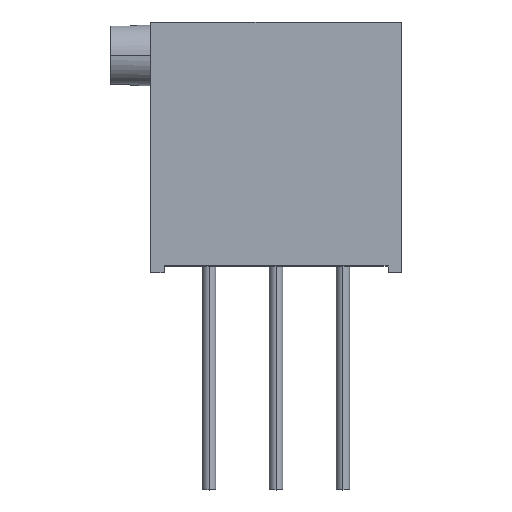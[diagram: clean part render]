
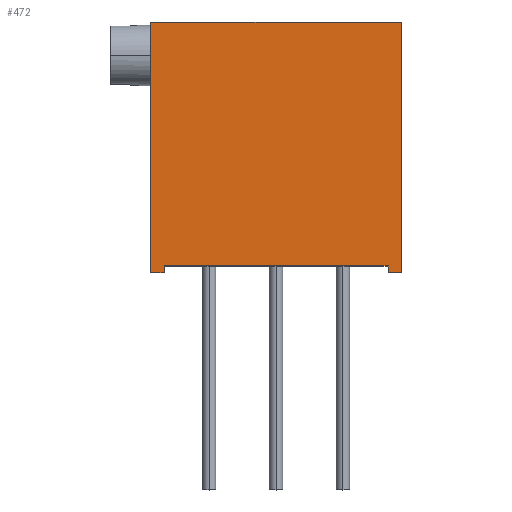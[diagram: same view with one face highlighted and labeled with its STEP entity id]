
A CAD part, top view. The second image highlights one B-rep face of the part: STEP entity #472.
In plain terms, the highlighted planar face has unit normal (0, 0, 1).
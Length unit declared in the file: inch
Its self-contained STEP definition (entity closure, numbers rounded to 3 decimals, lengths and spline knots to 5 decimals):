
#83=DIRECTION('',(0.,1.,0.));
#84=VECTOR('',#83,0.01);
#85=CARTESIAN_POINT('',(0.355,-0.375,0.15));
#86=LINE('',#85,#84);
#87=DIRECTION('',(-1.,0.,0.));
#88=VECTOR('',#87,0.335);
#89=CARTESIAN_POINT('',(0.355,-0.365,0.15));
#90=LINE('',#89,#88);
#91=DIRECTION('',(0.,1.,0.));
#92=VECTOR('',#91,0.01);
#93=CARTESIAN_POINT('',(0.02,-0.375,0.15));
#94=LINE('',#93,#92);
#95=DIRECTION('',(1.,0.,0.));
#96=VECTOR('',#95,0.02);
#97=CARTESIAN_POINT('',(0.,-0.375,0.15));
#98=LINE('',#97,#96);
#99=DIRECTION('',(0.,-1.,0.));
#100=VECTOR('',#99,0.375);
#101=CARTESIAN_POINT('',(0.,0.,0.15));
#102=LINE('',#101,#100);
#103=DIRECTION('',(-1.,0.,0.));
#104=VECTOR('',#103,0.375);
#105=CARTESIAN_POINT('',(0.375,0.,0.15));
#106=LINE('',#105,#104);
#107=DIRECTION('',(0.,1.,0.));
#108=VECTOR('',#107,0.375);
#109=CARTESIAN_POINT('',(0.375,-0.375,0.15));
#110=LINE('',#109,#108);
#111=DIRECTION('',(1.,0.,0.));
#112=VECTOR('',#111,0.02);
#113=CARTESIAN_POINT('',(0.355,-0.375,0.15));
#114=LINE('',#113,#112);
#269=CARTESIAN_POINT('',(0.,0.,0.15));
#270=CARTESIAN_POINT('',(0.,-0.375,0.15));
#271=VERTEX_POINT('',#269);
#272=VERTEX_POINT('',#270);
#273=CARTESIAN_POINT('',(0.375,-0.375,0.15));
#274=CARTESIAN_POINT('',(0.375,0.,0.15));
#275=VERTEX_POINT('',#273);
#276=VERTEX_POINT('',#274);
#285=CARTESIAN_POINT('',(0.355,-0.375,0.15));
#286=CARTESIAN_POINT('',(0.355,-0.365,0.15));
#287=VERTEX_POINT('',#285);
#288=VERTEX_POINT('',#286);
#289=CARTESIAN_POINT('',(0.02,-0.365,0.15));
#290=VERTEX_POINT('',#289);
#291=CARTESIAN_POINT('',(0.02,-0.375,0.15));
#292=VERTEX_POINT('',#291);
#454=CARTESIAN_POINT('',(0.,0.,0.15));
#455=DIRECTION('',(0.,0.,1.));
#456=DIRECTION('',(1.,0.,0.));
#457=AXIS2_PLACEMENT_3D('',#454,#455,#456);
#458=PLANE('',#457);
#459=ORIENTED_EDGE('',*,*,#373,.T.);
#460=ORIENTED_EDGE('',*,*,#388,.T.);
#461=ORIENTED_EDGE('',*,*,#420,.F.);
#462=ORIENTED_EDGE('',*,*,#449,.F.);
#464=ORIENTED_EDGE('',*,*,#463,.F.);
#466=ORIENTED_EDGE('',*,*,#465,.F.);
#468=ORIENTED_EDGE('',*,*,#467,.F.);
#469=ORIENTED_EDGE('',*,*,#432,.F.);
#470=EDGE_LOOP('',(#459,#460,#461,#462,#464,#466,#468,#469));
#471=FACE_OUTER_BOUND('',#470,.F.);
#472=ADVANCED_FACE('',(#471),#458,.T.);
#373=EDGE_CURVE('',#287,#288,#86,.T.);
#388=EDGE_CURVE('',#288,#290,#90,.T.);
#420=EDGE_CURVE('',#292,#290,#94,.T.);
#432=EDGE_CURVE('',#287,#275,#114,.T.);
#449=EDGE_CURVE('',#272,#292,#98,.T.);
#463=EDGE_CURVE('',#271,#272,#102,.T.);
#465=EDGE_CURVE('',#276,#271,#106,.T.);
#467=EDGE_CURVE('',#275,#276,#110,.T.);
